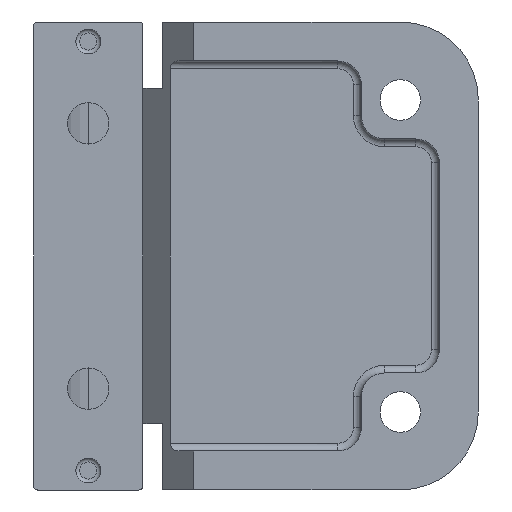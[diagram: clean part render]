
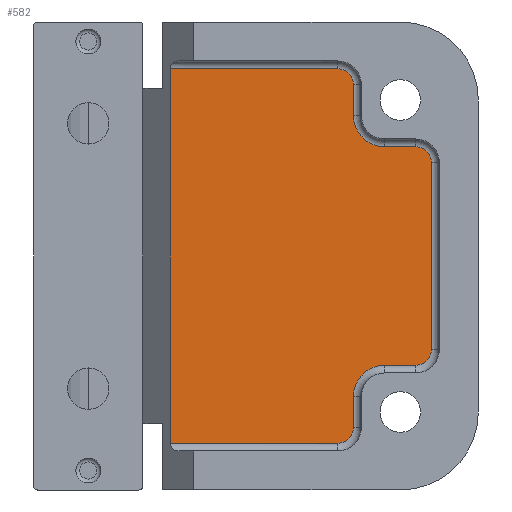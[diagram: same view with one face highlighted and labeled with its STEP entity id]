
A CAD part, front view. The second image highlights one B-rep face of the part: STEP entity #582.
In plain terms, the highlighted planar face has unit normal (0, -1, 0).
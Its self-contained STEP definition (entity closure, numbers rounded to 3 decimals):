
#582=ADVANCED_FACE('',(#1316),#1317,.F.);
#1316=FACE_OUTER_BOUND('',#2741,.T.);
#1317=PLANE('',#2742);
#2741=EDGE_LOOP('',(#4415,#4416,#4417,#4418,#4419,#4420,#4421,#4422,#4423,#4424,#4425,#4426,#4427,#4428));
#2742=AXIS2_PLACEMENT_3D('',#4429,#4430,#4431);
#4415=ORIENTED_EDGE('',*,*,#6285,.T.);
#4416=ORIENTED_EDGE('',*,*,#6286,.T.);
#4417=ORIENTED_EDGE('',*,*,#6230,.T.);
#4418=ORIENTED_EDGE('',*,*,#6287,.T.);
#4419=ORIENTED_EDGE('',*,*,#6059,.T.);
#4420=ORIENTED_EDGE('',*,*,#5772,.T.);
#4421=ORIENTED_EDGE('',*,*,#6288,.T.);
#4422=ORIENTED_EDGE('',*,*,#6289,.T.);
#4423=ORIENTED_EDGE('',*,*,#6290,.T.);
#4424=ORIENTED_EDGE('',*,*,#6291,.T.);
#4425=ORIENTED_EDGE('',*,*,#5837,.T.);
#4426=ORIENTED_EDGE('',*,*,#6100,.T.);
#4427=ORIENTED_EDGE('',*,*,#6292,.T.);
#4428=ORIENTED_EDGE('',*,*,#6293,.T.);
#4429=CARTESIAN_POINT('',(0.,-10.0,25.0));
#4430=DIRECTION('',(0.0,1.0,0.0));
#4431=DIRECTION('',(0.0,0.0,1.0));
#5772=EDGE_CURVE('',#6675,#6673,#6676,.F.);
#5837=EDGE_CURVE('',#6791,#6789,#6792,.T.);
#6059=EDGE_CURVE('',#7153,#6675,#7157,.T.);
#6100=EDGE_CURVE('',#6789,#7212,#7214,.F.);
#6230=EDGE_CURVE('',#7393,#7398,#7400,.F.);
#6285=EDGE_CURVE('',#7479,#7480,#7481,.T.);
#6286=EDGE_CURVE('',#7480,#7393,#7482,.F.);
#6287=EDGE_CURVE('',#7398,#7153,#7483,.F.);
#6288=EDGE_CURVE('',#6673,#7484,#7485,.F.);
#6289=EDGE_CURVE('',#7484,#7486,#7487,.F.);
#6290=EDGE_CURVE('',#7486,#7488,#7489,.F.);
#6291=EDGE_CURVE('',#7488,#6791,#7490,.F.);
#6292=EDGE_CURVE('',#7212,#7491,#7492,.F.);
#6293=EDGE_CURVE('',#7491,#7479,#7493,.F.);
#6673=VERTEX_POINT('',#7941);
#6675=VERTEX_POINT('',#7943);
#6676=LINE('',#7944,#7945);
#6789=VERTEX_POINT('',#8093);
#6791=VERTEX_POINT('',#8095);
#6792=CIRCLE('',#8096,4.0);
#7153=VERTEX_POINT('',#8547);
#7157=CIRCLE('',#8551,4.0);
#7212=VERTEX_POINT('',#8617);
#7214=LINE('',#8619,#8620);
#7393=VERTEX_POINT('',#8854);
#7398=VERTEX_POINT('',#8859);
#7400=CIRCLE('',#8861,2.0);
#7479=VERTEX_POINT('',#8969);
#7480=VERTEX_POINT('',#8970);
#7481=LINE('',#8971,#8972);
#7482=LINE('',#8973,#8974);
#7483=LINE('',#8975,#8976);
#7484=VERTEX_POINT('',#8977);
#7485=CIRCLE('',#8978,2.0);
#7486=VERTEX_POINT('',#8979);
#7487=LINE('',#8980,#8981);
#7488=VERTEX_POINT('',#8982);
#7489=CIRCLE('',#8983,2.0);
#7490=LINE('',#8984,#8985);
#7491=VERTEX_POINT('',#8986);
#7492=CIRCLE('',#8987,2.0);
#7493=LINE('',#8988,#8989);
#7941=CARTESIAN_POINT('',(42.0,-10.0,-14.0));
#7943=CARTESIAN_POINT('',(38.0,-10.0,-14.0));
#7944=CARTESIAN_POINT('',(42.0,-10.0,-14.0));
#7945=VECTOR('',#9533,1.0);
#8093=CARTESIAN_POINT('',(34.0,-10.0,18.0));
#8095=CARTESIAN_POINT('',(38.0,-10.0,14.0));
#8096=AXIS2_PLACEMENT_3D('',#9620,#9621,#9622);
#8547=CARTESIAN_POINT('',(34.0,-10.0,-18.0));
#8551=AXIS2_PLACEMENT_3D('',#9968,#9969,#9970);
#8617=CARTESIAN_POINT('',(34.0,-10.0,22.0));
#8619=CARTESIAN_POINT('',(34.0,-10.0,22.0));
#8620=VECTOR('',#10039,1.0);
#8854=CARTESIAN_POINT('',(32.0,-10.0,-24.0));
#8859=CARTESIAN_POINT('',(34.0,-10.0,-22.0));
#8861=AXIS2_PLACEMENT_3D('',#10212,#10213,#10214);
#8969=CARTESIAN_POINT('',(10.5,-10.0,24.0));
#8970=CARTESIAN_POINT('',(10.5,-10.0,-24.0));
#8971=CARTESIAN_POINT('',(10.5,-10.0,30.0));
#8972=VECTOR('',#10274,1.0);
#8973=CARTESIAN_POINT('',(32.0,-10.0,-24.0));
#8974=VECTOR('',#10275,1.0);
#8975=CARTESIAN_POINT('',(34.0,-10.0,-18.0));
#8976=VECTOR('',#10276,1.0);
#8977=CARTESIAN_POINT('',(44.0,-10.0,-12.0));
#8978=AXIS2_PLACEMENT_3D('',#10277,#10278,#10279);
#8979=CARTESIAN_POINT('',(44.0,-10.0,12.0));
#8980=CARTESIAN_POINT('',(44.0,-10.0,12.0));
#8981=VECTOR('',#10280,1.0);
#8982=CARTESIAN_POINT('',(42.0,-10.0,14.0));
#8983=AXIS2_PLACEMENT_3D('',#10281,#10282,#10283);
#8984=CARTESIAN_POINT('',(38.0,-10.0,14.0));
#8985=VECTOR('',#10284,1.0);
#8986=CARTESIAN_POINT('',(32.0,-10.0,24.0));
#8987=AXIS2_PLACEMENT_3D('',#10285,#10286,#10287);
#8988=CARTESIAN_POINT('',(10.5,-10.0,24.0));
#8989=VECTOR('',#10288,1.0);
#9533=DIRECTION('',(-1.0,0.0,0.0));
#9620=CARTESIAN_POINT('',(38.0,-10.0,18.0));
#9621=DIRECTION('',(0.0,1.0,0.0));
#9622=DIRECTION('',(0.0,0.0,1.0));
#9968=CARTESIAN_POINT('',(38.0,-10.0,-18.0));
#9969=DIRECTION('',(0.0,1.0,0.0));
#9970=DIRECTION('',(0.0,0.0,1.0));
#10039=DIRECTION('',(0.,0.0,-1.0));
#10212=CARTESIAN_POINT('',(32.0,-10.0,-22.0));
#10213=DIRECTION('',(0.0,1.0,0.0));
#10214=DIRECTION('',(0.0,0.0,1.0));
#10274=DIRECTION('',(0.0,0.0,-1.0));
#10275=DIRECTION('',(-1.0,0.0,0.0));
#10276=DIRECTION('',(0.,0.0,-1.0));
#10277=CARTESIAN_POINT('',(42.0,-10.0,-12.0));
#10278=DIRECTION('',(0.0,1.0,0.0));
#10279=DIRECTION('',(0.0,0.0,1.0));
#10280=DIRECTION('',(0.,0.0,-1.0));
#10281=CARTESIAN_POINT('',(42.0,-10.0,12.0));
#10282=DIRECTION('',(0.0,1.0,0.0));
#10283=DIRECTION('',(0.0,0.0,1.0));
#10284=DIRECTION('',(1.0,0.0,0.0));
#10285=CARTESIAN_POINT('',(32.0,-10.0,22.0));
#10286=DIRECTION('',(0.0,1.0,0.0));
#10287=DIRECTION('',(0.0,0.0,1.0));
#10288=DIRECTION('',(1.0,0.0,0.0));
